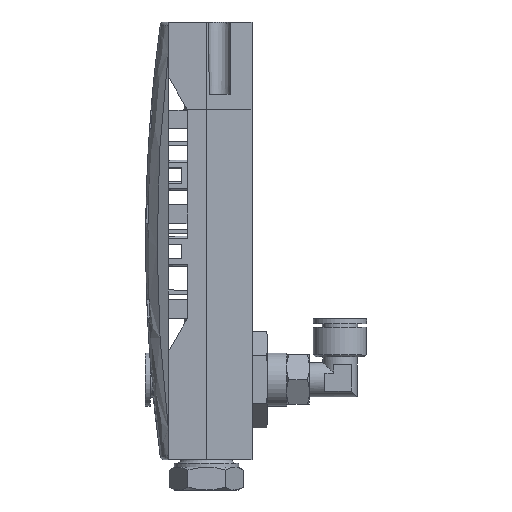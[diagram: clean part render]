
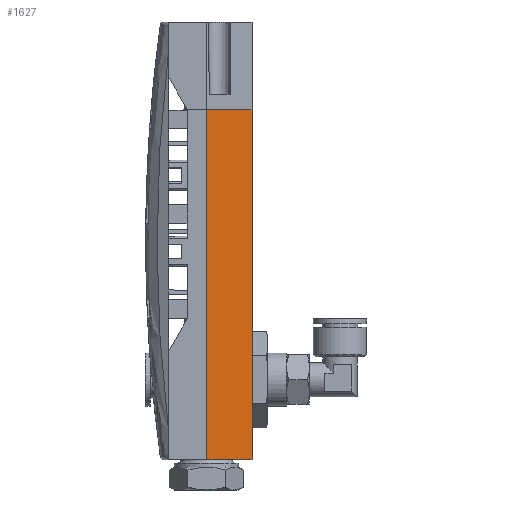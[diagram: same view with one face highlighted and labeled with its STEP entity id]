
A CAD part, left-side view. The second image highlights one B-rep face of the part: STEP entity #1627.
In plain terms, the highlighted planar face has unit normal (-1, -0.018, 0).
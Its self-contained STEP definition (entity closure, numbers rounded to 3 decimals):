
#1627 = ADVANCED_FACE( '', ( #3315 ), #3316, .F. );
#3315 = FACE_OUTER_BOUND( '', #6766, .T. );
#3316 = PLANE( '', #6767 );
#6766 = EDGE_LOOP( '', ( #11925, #11926, #11927, #11928 ) );
#6767 = AXIS2_PLACEMENT_3D( '', #11929, #11930, #11931 );
#11925 = ORIENTED_EDGE( '', *, *, #14424, .T. );
#11926 = ORIENTED_EDGE( '', *, *, #14484, .T. );
#11927 = ORIENTED_EDGE( '', *, *, #14509, .F. );
#11928 = ORIENTED_EDGE( '', *, *, #14504, .T. );
#11929 = CARTESIAN_POINT( '', ( -11.5, 0., 636. ) );
#11930 = DIRECTION( '', ( 1., 0.017, 0. ) );
#11931 = DIRECTION( '', ( -0.017, 1., 0. ) );
#14424 = EDGE_CURVE( '', #17834, #17832, #17835, .T. );
#14484 = EDGE_CURVE( '', #17832, #17905, #17907, .T. );
#14504 = EDGE_CURVE( '', #17930, #17834, #17931, .T. );
#14509 = EDGE_CURVE( '', #17930, #17905, #17936, .T. );
#17832 = VERTEX_POINT( '', #26620 );
#17834 = VERTEX_POINT( '', #26623 );
#17835 = LINE( '', #26624, #26625 );
#17905 = VERTEX_POINT( '', #26776 );
#17907 = LINE( '', #26779, #26780 );
#17930 = VERTEX_POINT( '', #26812 );
#17931 = LINE( '', #26813, #26814 );
#17936 = LINE( '', #26822, #26823 );
#26620 = CARTESIAN_POINT( '', ( -11.291, -12., -21. ) );
#26623 = CARTESIAN_POINT( '', ( -11.5, 0., -21. ) );
#26624 = CARTESIAN_POINT( '', ( -11.674, 9.997, -21. ) );
#26625 = VECTOR( '', #29086, 1000. );
#26776 = CARTESIAN_POINT( '', ( -11.291, -12., 71. ) );
#26779 = CARTESIAN_POINT( '', ( -11.291, -12., -21. ) );
#26780 = VECTOR( '', #29126, 1000. );
#26812 = CARTESIAN_POINT( '', ( -11.5, 0., 71. ) );
#26813 = CARTESIAN_POINT( '', ( -11.5, 0., 636. ) );
#26814 = VECTOR( '', #29140, 1000. );
#26822 = CARTESIAN_POINT( '', ( -10.444, -60.516, 71. ) );
#26823 = VECTOR( '', #29144, 1000. );
#29086 = DIRECTION( '', ( 0.017, -1., 0. ) );
#29126 = DIRECTION( '', ( 0., 0., 1. ) );
#29140 = DIRECTION( '', ( 0., 0., -1. ) );
#29144 = DIRECTION( '', ( 0.017, -1., 0. ) );
